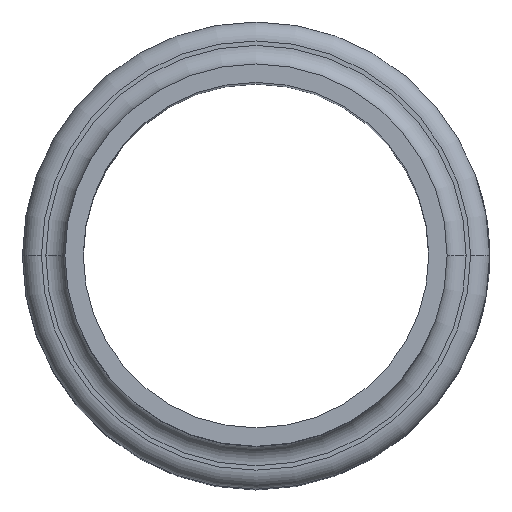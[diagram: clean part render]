
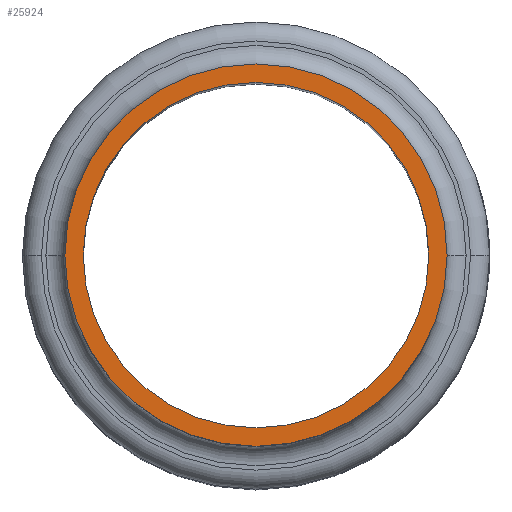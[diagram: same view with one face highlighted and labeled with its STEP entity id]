
A CAD part, top view. The second image highlights one B-rep face of the part: STEP entity #25924.
In plain terms, the highlighted planar face has unit normal (0, 0, 1).
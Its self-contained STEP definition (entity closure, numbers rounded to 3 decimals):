
#268 = FACE_OUTER_BOUND ( 'NONE', #15417, .T. ) ;
#1152 = VERTEX_POINT ( 'NONE', #23093 ) ;
#2132 = DIRECTION ( 'NONE',  ( 1., 0., 0. ) ) ;
#2261 = AXIS2_PLACEMENT_3D ( 'NONE', #11735, #16045, #20631 ) ;
#2939 = EDGE_LOOP ( 'NONE', ( #28081, #25524 ) ) ;
#3467 = AXIS2_PLACEMENT_3D ( 'NONE', #18525, #21108, #23118 ) ;
#3646 = ORIENTED_EDGE ( 'NONE', *, *, #10611, .T. ) ;
#4462 = AXIS2_PLACEMENT_3D ( 'NONE', #26581, #15659, #24424 ) ;
#5576 = VERTEX_POINT ( 'NONE', #10755 ) ;
#5691 = EDGE_CURVE ( 'NONE', #15668, #25778, #8229, .T. ) ;
#6895 = FACE_BOUND ( 'NONE', #2939, .T. ) ;
#8229 = CIRCLE ( 'NONE', #2261, 27.25 ) ;
#10611 = EDGE_CURVE ( 'NONE', #5576, #1152, #26636, .T. ) ;
#10755 = CARTESIAN_POINT ( 'NONE',  ( -30.15, 0., 0. ) ) ;
#11735 = CARTESIAN_POINT ( 'NONE',  ( 0., 0., 0. ) ) ;
#11797 = CARTESIAN_POINT ( 'NONE',  ( 0., 0., 0. ) ) ;
#13944 = DIRECTION ( 'NONE',  ( 0., 0., 1. ) ) ;
#15417 = EDGE_LOOP ( 'NONE', ( #26723, #3646 ) ) ;
#15624 = AXIS2_PLACEMENT_3D ( 'NONE', #11797, #13944, #20839 ) ;
#15659 = DIRECTION ( 'NONE',  ( 0., 0., -1. ) ) ;
#15668 = VERTEX_POINT ( 'NONE', #25276 ) ;
#16045 = DIRECTION ( 'NONE',  ( 0., 0., 1. ) ) ;
#17392 = CARTESIAN_POINT ( 'NONE',  ( 0., 0., 0. ) ) ;
#17815 = PLANE ( 'NONE',  #4462 ) ;
#18525 = CARTESIAN_POINT ( 'NONE',  ( 0., 0., 0. ) ) ;
#18625 = CIRCLE ( 'NONE', #3467, 30.15 ) ;
#19591 = EDGE_CURVE ( 'NONE', #1152, #5576, #18625, .T. ) ;
#20631 = DIRECTION ( 'NONE',  ( 1., 0., 0. ) ) ;
#20839 = DIRECTION ( 'NONE',  ( 1., 0., 0. ) ) ;
#21108 = DIRECTION ( 'NONE',  ( 0., 0., 1. ) ) ;
#23093 = CARTESIAN_POINT ( 'NONE',  ( 30.15, 0., 0. ) ) ;
#23118 = DIRECTION ( 'NONE',  ( 1., 0., 0. ) ) ;
#24297 = EDGE_CURVE ( 'NONE', #25778, #15668, #24738, .T. ) ;
#24424 = DIRECTION ( 'NONE',  ( -1., 0., 0. ) ) ;
#24738 = CIRCLE ( 'NONE', #28422, 27.25 ) ;
#25276 = CARTESIAN_POINT ( 'NONE',  ( 27.25, 0., 0. ) ) ;
#25524 = ORIENTED_EDGE ( 'NONE', *, *, #24297, .F. ) ;
#25778 = VERTEX_POINT ( 'NONE', #26313 ) ;
#25924 = ADVANCED_FACE ( 'NONE', ( #6895, #268 ), #17815, .F. ) ;
#26161 = DIRECTION ( 'NONE',  ( 0., 0., 1. ) ) ;
#26313 = CARTESIAN_POINT ( 'NONE',  ( -27.25, 0., 0. ) ) ;
#26581 = CARTESIAN_POINT ( 'NONE',  ( 0., 28.25, 0. ) ) ;
#26636 = CIRCLE ( 'NONE', #15624, 30.15 ) ;
#26723 = ORIENTED_EDGE ( 'NONE', *, *, #19591, .T. ) ;
#28081 = ORIENTED_EDGE ( 'NONE', *, *, #5691, .F. ) ;
#28422 = AXIS2_PLACEMENT_3D ( 'NONE', #17392, #26161, #2132 ) ;
